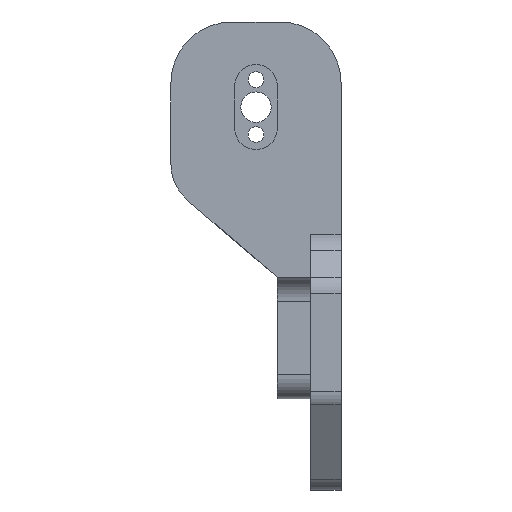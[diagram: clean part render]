
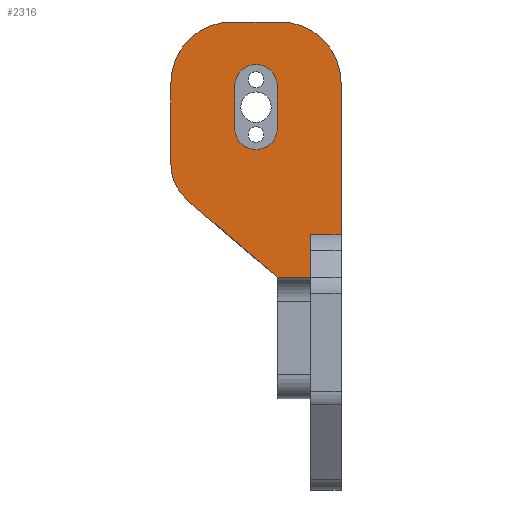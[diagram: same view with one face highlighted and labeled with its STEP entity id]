
A CAD part, front view. The second image highlights one B-rep face of the part: STEP entity #2316.
In plain terms, the highlighted planar face has unit normal (0, -1, 0).
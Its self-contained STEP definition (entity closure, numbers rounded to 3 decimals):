
#4 = EDGE_CURVE ( 'NONE', #337, #1028, #589, .T. ) ;
#31 = CIRCLE ( 'NONE', #1361, 3.5 ) ;
#40 = DIRECTION ( 'NONE',  ( 0., 1., 0. ) ) ;
#70 = VERTEX_POINT ( 'NONE', #260 ) ;
#91 = EDGE_CURVE ( 'NONE', #437, #363, #1022, .T. ) ;
#107 = VECTOR ( 'NONE', #2188, 1000. ) ;
#109 = DIRECTION ( 'NONE',  ( 1., 0., 0. ) ) ;
#122 = LINE ( 'NONE', #1537, #342 ) ;
#150 = CARTESIAN_POINT ( 'NONE',  ( 26.2, -25.2, -10. ) ) ;
#153 = CARTESIAN_POINT ( 'NONE',  ( 22.2, -25.2, -21. ) ) ;
#170 = DIRECTION ( 'NONE',  ( 0., 1., 0. ) ) ;
#172 = VERTEX_POINT ( 'NONE', #864 ) ;
#174 = VECTOR ( 'NONE', #1827, 1000. ) ;
#183 = DIRECTION ( 'NONE',  ( 1., 0., 0. ) ) ;
#212 = VERTEX_POINT ( 'NONE', #343 ) ;
#240 = CARTESIAN_POINT ( 'NONE',  ( 16.2, -25.2, -23.321 ) ) ;
#260 = CARTESIAN_POINT ( 'NONE',  ( 18.7, -25.2, -17.5 ) ) ;
#274 = EDGE_CURVE ( 'NONE', #1102, #70, #1807, .T. ) ;
#280 = EDGE_CURVE ( 'NONE', #2255, #337, #483, .T. ) ;
#281 = VERTEX_POINT ( 'NONE', #1634 ) ;
#298 = EDGE_CURVE ( 'NONE', #2260, #2293, #1776, .T. ) ;
#304 = CARTESIAN_POINT ( 'NONE',  ( 8.2, -25.2, -10. ) ) ;
#321 = DIRECTION ( 'NONE',  ( 0., -1., 0. ) ) ;
#329 = CARTESIAN_POINT ( 'NONE',  ( 22.2, -25.2, -17.5 ) ) ;
#333 = LINE ( 'NONE', #1219, #790 ) ;
#337 = VERTEX_POINT ( 'NONE', #951 ) ;
#339 = VECTOR ( 'NONE', #1500, 1000. ) ;
#342 = VECTOR ( 'NONE', #614, 1000. ) ;
#343 = CARTESIAN_POINT ( 'NONE',  ( 22.2, -25.2, -7. ) ) ;
#357 = CARTESIAN_POINT ( 'NONE',  ( 36.2, -25.2, -34.944 ) ) ;
#363 = VERTEX_POINT ( 'NONE', #2183 ) ;
#366 = AXIS2_PLACEMENT_3D ( 'NONE', #395, #40, #1847 ) ;
#376 = EDGE_CURVE ( 'NONE', #2260, #1102, #1384, .T. ) ;
#391 = CARTESIAN_POINT ( 'NONE',  ( 36.2, -25.2, -34.944 ) ) ;
#395 = CARTESIAN_POINT ( 'NONE',  ( 22.2, -25.2, -17.5 ) ) ;
#437 = VERTEX_POINT ( 'NONE', #1285 ) ;
#483 = CIRCLE ( 'NONE', #592, 10. ) ;
#507 = DIRECTION ( 'NONE',  ( 1., 0., 0. ) ) ;
#549 = EDGE_CURVE ( 'NONE', #212, #2293, #31, .T. ) ;
#554 = EDGE_CURVE ( 'NONE', #2354, #1358, #122, .T. ) ;
#576 = CARTESIAN_POINT ( 'NONE',  ( 25.7, -25.2, -7. ) ) ;
#583 = CARTESIAN_POINT ( 'NONE',  ( 8.2, -25.2, -27. ) ) ;
#588 = ORIENTED_EDGE ( 'NONE', *, *, #1956, .T. ) ;
#589 = LINE ( 'NONE', #602, #678 ) ;
#592 = AXIS2_PLACEMENT_3D ( 'NONE', #150, #321, #915 ) ;
#595 = AXIS2_PLACEMENT_3D ( 'NONE', #240, #967, #2263 ) ;
#602 = CARTESIAN_POINT ( 'NONE',  ( 36.2, -25.2, 0. ) ) ;
#614 = DIRECTION ( 'NONE',  ( 0., 0., 1. ) ) ;
#626 = EDGE_CURVE ( 'NONE', #281, #70, #1761, .T. ) ;
#640 = AXIS2_PLACEMENT_3D ( 'NONE', #1775, #170, #2359 ) ;
#652 = CARTESIAN_POINT ( 'NONE',  ( 31.2, -25.2, -77. ) ) ;
#678 = VECTOR ( 'NONE', #1151, 1000. ) ;
#681 = VECTOR ( 'NONE', #109, 1000. ) ;
#685 = CARTESIAN_POINT ( 'NONE',  ( 22.2, -25.2, -10.5 ) ) ;
#707 = CIRCLE ( 'NONE', #862, 10. ) ;
#748 = VECTOR ( 'NONE', #1187, 1000. ) ;
#776 = LINE ( 'NONE', #391, #107 ) ;
#790 = VECTOR ( 'NONE', #1783, 1000. ) ;
#821 = EDGE_CURVE ( 'NONE', #1028, #1358, #707, .T. ) ;
#830 = EDGE_LOOP ( 'NONE', ( #2290, #1726, #2071, #1032, #1323, #1149, #588, #1474, #1130, #989 ) ) ;
#833 = EDGE_CURVE ( 'NONE', #2354, #172, #982, .T. ) ;
#862 = AXIS2_PLACEMENT_3D ( 'NONE', #1677, #1340, #1328 ) ;
#864 = CARTESIAN_POINT ( 'NONE',  ( 10.994, -25.2, -29.395 ) ) ;
#915 = DIRECTION ( 'NONE',  ( 1., 0., 0. ) ) ;
#942 = EDGE_LOOP ( 'NONE', ( #1952, #1995, #1179, #2015, #1258, #1824 ) ) ;
#951 = CARTESIAN_POINT ( 'NONE',  ( 26.2, -25.2, 0. ) ) ;
#967 = DIRECTION ( 'NONE',  ( 0., -1., 0. ) ) ;
#982 = CIRCLE ( 'NONE', #595, 8. ) ;
#989 = ORIENTED_EDGE ( 'NONE', *, *, #821, .T. ) ;
#1018 = LINE ( 'NONE', #1738, #681 ) ;
#1022 = LINE ( 'NONE', #652, #748 ) ;
#1028 = VERTEX_POINT ( 'NONE', #2321 ) ;
#1030 = CARTESIAN_POINT ( 'NONE',  ( 22.2, -25.2, -10.5 ) ) ;
#1032 = ORIENTED_EDGE ( 'NONE', *, *, #1431, .T. ) ;
#1035 = EDGE_CURVE ( 'NONE', #281, #212, #1249, .T. ) ;
#1051 = CARTESIAN_POINT ( 'NONE',  ( 18.7, -25.2, -7. ) ) ;
#1077 = DIRECTION ( 'NONE',  ( 0., 0., -1. ) ) ;
#1080 = FACE_BOUND ( 'NONE', #942, .T. ) ;
#1102 = VERTEX_POINT ( 'NONE', #153 ) ;
#1130 = ORIENTED_EDGE ( 'NONE', *, *, #4, .T. ) ;
#1149 = ORIENTED_EDGE ( 'NONE', *, *, #1646, .T. ) ;
#1151 = DIRECTION ( 'NONE',  ( -1., 0., 0. ) ) ;
#1179 = ORIENTED_EDGE ( 'NONE', *, *, #274, .T. ) ;
#1187 = DIRECTION ( 'NONE',  ( 0., 0., 1. ) ) ;
#1197 = AXIS2_PLACEMENT_3D ( 'NONE', #329, #1811, #183 ) ;
#1219 = CARTESIAN_POINT ( 'NONE',  ( 36.2, -25.2, -37. ) ) ;
#1236 = FACE_OUTER_BOUND ( 'NONE', #830, .T. ) ;
#1249 = CIRCLE ( 'NONE', #2049, 3.5 ) ;
#1252 = CARTESIAN_POINT ( 'NONE',  ( 8.2, -25.2, -23.321 ) ) ;
#1258 = ORIENTED_EDGE ( 'NONE', *, *, #1035, .T. ) ;
#1285 = CARTESIAN_POINT ( 'NONE',  ( 31.2, -25.2, -42. ) ) ;
#1323 = ORIENTED_EDGE ( 'NONE', *, *, #91, .T. ) ;
#1328 = DIRECTION ( 'NONE',  ( 1., 0., 0. ) ) ;
#1340 = DIRECTION ( 'NONE',  ( 0., -1., 0. ) ) ;
#1358 = VERTEX_POINT ( 'NONE', #304 ) ;
#1361 = AXIS2_PLACEMENT_3D ( 'NONE', #1030, #1930, #2063 ) ;
#1363 = DIRECTION ( 'NONE',  ( 0., 1., 0. ) ) ;
#1384 = CIRCLE ( 'NONE', #366, 3.5 ) ;
#1431 = EDGE_CURVE ( 'NONE', #1457, #437, #1018, .T. ) ;
#1457 = VERTEX_POINT ( 'NONE', #1785 ) ;
#1474 = ORIENTED_EDGE ( 'NONE', *, *, #280, .T. ) ;
#1500 = DIRECTION ( 'NONE',  ( -0.759, 0., 0.651 ) ) ;
#1537 = CARTESIAN_POINT ( 'NONE',  ( 8.2, -25.2, -37. ) ) ;
#1632 = CARTESIAN_POINT ( 'NONE',  ( 25.7, -25.2, -17.5 ) ) ;
#1634 = CARTESIAN_POINT ( 'NONE',  ( 18.7, -25.2, -10.5 ) ) ;
#1646 = EDGE_CURVE ( 'NONE', #363, #1967, #776, .T. ) ;
#1674 = EDGE_CURVE ( 'NONE', #1457, #172, #2217, .T. ) ;
#1677 = CARTESIAN_POINT ( 'NONE',  ( 18.2, -25.2, -10. ) ) ;
#1726 = ORIENTED_EDGE ( 'NONE', *, *, #833, .T. ) ;
#1738 = CARTESIAN_POINT ( 'NONE',  ( 25.7, -25.2, -42. ) ) ;
#1761 = LINE ( 'NONE', #1051, #1890 ) ;
#1775 = CARTESIAN_POINT ( 'NONE',  ( 36.2, -25.2, -37. ) ) ;
#1776 = LINE ( 'NONE', #576, #174 ) ;
#1783 = DIRECTION ( 'NONE',  ( 0., 0., 1. ) ) ;
#1785 = CARTESIAN_POINT ( 'NONE',  ( 25.7, -25.2, -42. ) ) ;
#1807 = CIRCLE ( 'NONE', #1197, 3.5 ) ;
#1811 = DIRECTION ( 'NONE',  ( 0., 1., 0. ) ) ;
#1824 = ORIENTED_EDGE ( 'NONE', *, *, #549, .T. ) ;
#1826 = PLANE ( 'NONE',  #640 ) ;
#1827 = DIRECTION ( 'NONE',  ( 0., 0., 1. ) ) ;
#1847 = DIRECTION ( 'NONE',  ( 1., 0., 0. ) ) ;
#1890 = VECTOR ( 'NONE', #1077, 1000. ) ;
#1930 = DIRECTION ( 'NONE',  ( 0., 1., 0. ) ) ;
#1952 = ORIENTED_EDGE ( 'NONE', *, *, #298, .F. ) ;
#1953 = CARTESIAN_POINT ( 'NONE',  ( 36.2, -25.2, -10. ) ) ;
#1956 = EDGE_CURVE ( 'NONE', #1967, #2255, #333, .T. ) ;
#1967 = VERTEX_POINT ( 'NONE', #357 ) ;
#1995 = ORIENTED_EDGE ( 'NONE', *, *, #376, .T. ) ;
#2015 = ORIENTED_EDGE ( 'NONE', *, *, #626, .F. ) ;
#2049 = AXIS2_PLACEMENT_3D ( 'NONE', #685, #1363, #507 ) ;
#2063 = DIRECTION ( 'NONE',  ( 1., 0., 0. ) ) ;
#2071 = ORIENTED_EDGE ( 'NONE', *, *, #1674, .F. ) ;
#2173 = CARTESIAN_POINT ( 'NONE',  ( 25.7, -25.2, -10.5 ) ) ;
#2183 = CARTESIAN_POINT ( 'NONE',  ( 31.2, -25.2, -34.944 ) ) ;
#2188 = DIRECTION ( 'NONE',  ( 1., 0., 0. ) ) ;
#2217 = LINE ( 'NONE', #583, #339 ) ;
#2255 = VERTEX_POINT ( 'NONE', #1953 ) ;
#2260 = VERTEX_POINT ( 'NONE', #1632 ) ;
#2263 = DIRECTION ( 'NONE',  ( 1., 0., 0. ) ) ;
#2290 = ORIENTED_EDGE ( 'NONE', *, *, #554, .F. ) ;
#2293 = VERTEX_POINT ( 'NONE', #2173 ) ;
#2316 = ADVANCED_FACE ( 'NONE', ( #1080, #1236 ), #1826, .F. ) ;
#2321 = CARTESIAN_POINT ( 'NONE',  ( 18.2, -25.2, 0. ) ) ;
#2354 = VERTEX_POINT ( 'NONE', #1252 ) ;
#2359 = DIRECTION ( 'NONE',  ( 1., 0., 0. ) ) ;
